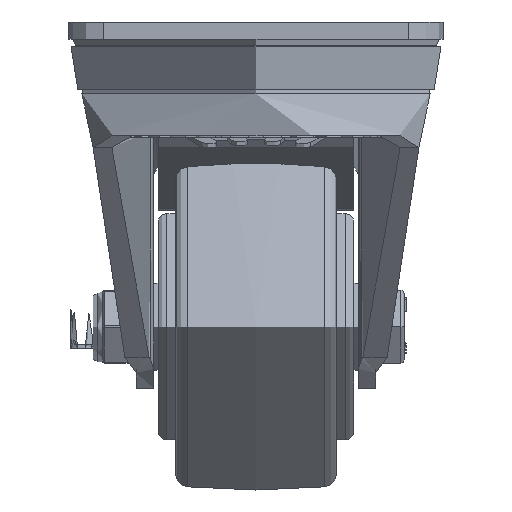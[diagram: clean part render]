
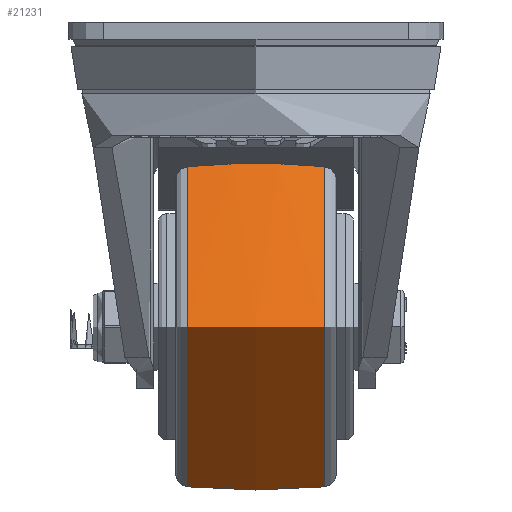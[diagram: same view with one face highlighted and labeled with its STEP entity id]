
A CAD part, left-side view. The second image highlights one B-rep face of the part: STEP entity #21231.
In plain terms, the highlighted free-form (B-spline) face has degree [2, 2] with [3, 9] control points.
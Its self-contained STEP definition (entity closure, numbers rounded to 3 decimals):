
#80=(
BOUNDED_SURFACE()
B_SPLINE_SURFACE(2,2,((#32612,#32613,#32614,#32615,#32616,#32617,#32618,
#32619,#32620),(#32621,#32622,#32623,#32624,#32625,#32626,#32627,#32628,
#32629),(#32630,#32631,#32632,#32633,#32634,#32635,#32636,#32637,#32638)),
 .UNSPECIFIED.,.F.,.T.,.F.)
B_SPLINE_SURFACE_WITH_KNOTS((3,3),(3,2,2,2,3),(-0.092,0.092),
(-3.142,-1.571,0.,1.571,3.142),
 .UNSPECIFIED.)
GEOMETRIC_REPRESENTATION_ITEM()
RATIONAL_B_SPLINE_SURFACE(((1.,0.707,1.,0.707,1.,
0.707,1.,0.707,1.),(0.996,0.704,
0.996,0.704,0.996,0.704,
0.996,0.704,0.996),(1.,0.707,
1.,0.707,1.,0.707,1.,0.707,1.)))
REPRESENTATION_ITEM('')
SURFACE()
);
#2815=FACE_OUTER_BOUND('',#4103,.T.);
#4103=EDGE_LOOP('',(#16301,#16302,#16303,#16304));
#8589=CIRCLE('',#23096,36.773);
#8590=CIRCLE('',#23097,171.625);
#8591=CIRCLE('',#23098,36.773);
#9699=VERTEX_POINT('',#32609);
#9700=VERTEX_POINT('',#32639);
#12149=EDGE_CURVE('',#9699,#9699,#8589,.T.);
#12150=EDGE_CURVE('',#9699,#9700,#8590,.T.);
#12151=EDGE_CURVE('',#9700,#9700,#8591,.T.);
#16301=ORIENTED_EDGE('',*,*,#12149,.F.);
#16302=ORIENTED_EDGE('',*,*,#12150,.T.);
#16303=ORIENTED_EDGE('',*,*,#12151,.T.);
#16304=ORIENTED_EDGE('',*,*,#12150,.F.);
#21231=ADVANCED_FACE('',(#2815),#80,.F.);
#23096=AXIS2_PLACEMENT_3D('',#32611,#26209,#26210);
#23097=AXIS2_PLACEMENT_3D('',#32640,#26211,#26212);
#23098=AXIS2_PLACEMENT_3D('',#32641,#26213,#26214);
#26209=DIRECTION('center_axis',(0.,1.,0.));
#26210=DIRECTION('ref_axis',(-1.,0.,0.));
#26211=DIRECTION('center_axis',(1.,0.,0.));
#26212=DIRECTION('ref_axis',(0.,0.,
1.));
#26213=DIRECTION('center_axis',(0.,1.,0.));
#26214=DIRECTION('ref_axis',(-1.,0.,0.));
#32609=CARTESIAN_POINT('',(0.,15.776,36.773));
#32611=CARTESIAN_POINT('Origin',(0.,15.776,
0.));
#32612=CARTESIAN_POINT('Ctrl Pts',(0.,-15.776,
36.773));
#32613=CARTESIAN_POINT('Ctrl Pts',(36.773,-15.776,36.773));
#32614=CARTESIAN_POINT('Ctrl Pts',(36.773,-15.776,0.));
#32615=CARTESIAN_POINT('Ctrl Pts',(36.773,-15.776,-36.773));
#32616=CARTESIAN_POINT('Ctrl Pts',(0.,-15.776,
-36.773));
#32617=CARTESIAN_POINT('Ctrl Pts',(-36.773,-15.776,
-36.773));
#32618=CARTESIAN_POINT('Ctrl Pts',(-36.773,-15.776,
0.));
#32619=CARTESIAN_POINT('Ctrl Pts',(-36.773,-15.776,
36.773));
#32620=CARTESIAN_POINT('Ctrl Pts',(0.,-15.776,
36.773));
#32621=CARTESIAN_POINT('Ctrl Pts',(0.,0.,
38.23));
#32622=CARTESIAN_POINT('Ctrl Pts',(38.23,0.,
38.23));
#32623=CARTESIAN_POINT('Ctrl Pts',(38.23,0.,
0.));
#32624=CARTESIAN_POINT('Ctrl Pts',(38.23,0.,
-38.23));
#32625=CARTESIAN_POINT('Ctrl Pts',(0.,0.,
-38.23));
#32626=CARTESIAN_POINT('Ctrl Pts',(-38.23,0.,
-38.23));
#32627=CARTESIAN_POINT('Ctrl Pts',(-38.23,0.,
0.));
#32628=CARTESIAN_POINT('Ctrl Pts',(-38.23,0.,
38.23));
#32629=CARTESIAN_POINT('Ctrl Pts',(0.,0.,
38.23));
#32630=CARTESIAN_POINT('Ctrl Pts',(0.,15.776,
36.773));
#32631=CARTESIAN_POINT('Ctrl Pts',(36.773,15.776,36.773));
#32632=CARTESIAN_POINT('Ctrl Pts',(36.773,15.776,0.));
#32633=CARTESIAN_POINT('Ctrl Pts',(36.773,15.776,-36.773));
#32634=CARTESIAN_POINT('Ctrl Pts',(0.,15.776,
-36.773));
#32635=CARTESIAN_POINT('Ctrl Pts',(-36.773,15.776,-36.773));
#32636=CARTESIAN_POINT('Ctrl Pts',(-36.773,15.776,0.));
#32637=CARTESIAN_POINT('Ctrl Pts',(-36.773,15.776,36.773));
#32638=CARTESIAN_POINT('Ctrl Pts',(0.,15.776,
36.773));
#32639=CARTESIAN_POINT('',(0.,-15.776,36.773));
#32640=CARTESIAN_POINT('Origin',(0.,0.,
-134.125));
#32641=CARTESIAN_POINT('Origin',(0.,-15.776,
0.));
